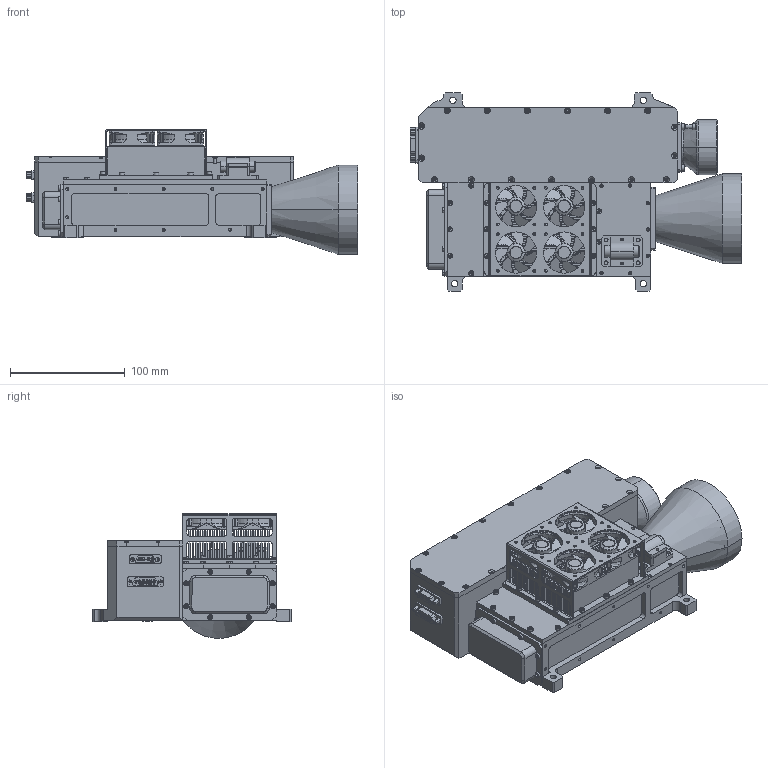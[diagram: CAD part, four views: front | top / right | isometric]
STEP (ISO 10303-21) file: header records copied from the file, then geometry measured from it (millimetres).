
FILE_DESCRIPTION (( 'STEP AP203' ), '1' );
FILE_NAME ('100mj耜桽ん軞傖.STEP', '2023-10-07T02:07:56', ( 'Owner' ), ( 'Organization' ), 'SwSTEP 2.0', 'SolidWorks 2017', '' );
FILE_SCHEMA (( 'CONFIG_CONTROL_DESIGN' ));
Length unit declared in the file: millimetre
Products named in the file (29): 棒噩杶芠; 100mj耜桽ん軞傖; 散热盖板; XCJ03-100001-000  諉彶噩芠; 散热部分; Ventilateur Noctua NF-R8 redux 1800 80x80x25; 萇繚窒煦; 慾嫖; 翋噩坶踡埴遠; XCJ03-100002-000  APD蛌諉杶芠; 激光对中照射模块; J30J-21郋諉脣璃; 諉彶窒煦蚾饜极--; 濩噩裔啣; 翋噩杶芠; 萇埭諉脣璃; XCJ03-100000-000  APD蚾饜; 散热; 孺旰ん軞傖; hexagon socket head cap screws gb_GB_FASTENER_SCREWS_HSHCS M3X6-N; 翋噩路輸; 慾嫖盓殤; hexagon socket head cap screws gb_GB_FASTENER_SCREWS_HSHCS M2.5X6-N; cross recessed countersunk head screws gb2_GB_CROSS_SCREWS_TYPE10 M2.5X6-4.5-H1-N; XCJ03-100006-000  裔啣; 100mj俋褲; 棒噩坶踡蹟遠; 瑞圮殤; 奻裔啣
Assembly tree (74 placements, depth 4):
  100mj耜桽ん軞傖
    100mj俋褲
    孺旰ん軞傖
      棒噩杶芠
      翋噩杶芠
      翋噩路輸
      棒噩坶踡蹟遠
      翋噩坶踡埴遠
    XCJ03-100000-000  APD蚾饜
      XCJ03-100001-000  諉彶噩芠
      諉彶窒煦蚾饜极--
        XCJ03-100006-000  裔啣
        XCJ03-100002-000  APD蛌諉杶芠
    萇繚窒煦
      J30J-21郋諉脣璃
      萇埭諉脣璃
    散热部分
      散热
      瑞圮殤
      Ventilateur Noctua NF-R8 redux 1800 80x80x25  x4
      散热盖板
    濩噩裔啣
    奻裔啣
    cross recessed countersunk head screws gb2_GB_CROSS_SCREWS_TYPE10 M2.5X6-4.5-H1-N  x16
    hexagon socket head cap screws gb_GB_FASTENER_SCREWS_HSHCS M3X6-N  x5
    hexagon socket head cap screws gb_GB_FASTENER_SCREWS_HSHCS M2.5X6-N  x25
    激光对中照射模块
      慾嫖
      慾嫖盓殤
Bounding box: 289.5 x 173 x 108.99 mm (x, y, z)
Volume: 735011.6 mm3; surface area: 522447.9 mm2
Topology: 100 solids, 106 shells, 4306 faces, 12268 edges, 8073 vertices
Faces by surface type: plane 1833, cylinder 1575, cone 452, bspline 378, torus 64, sphere 4
Entity records: 86732 total; most frequent: CARTESIAN_POINT 23055, DIRECTION 12195, ORIENTED_EDGE 11929, EDGE_CURVE 6555, VERTEX_POINT 4611, AXIS2_PLACEMENT_3D 4177, VECTOR 3841, LINE 3841
